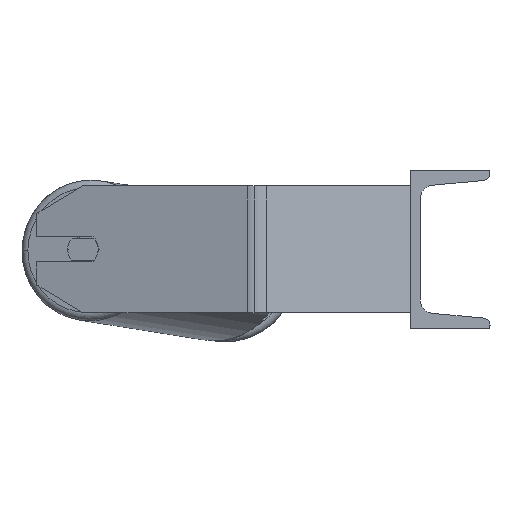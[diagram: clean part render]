
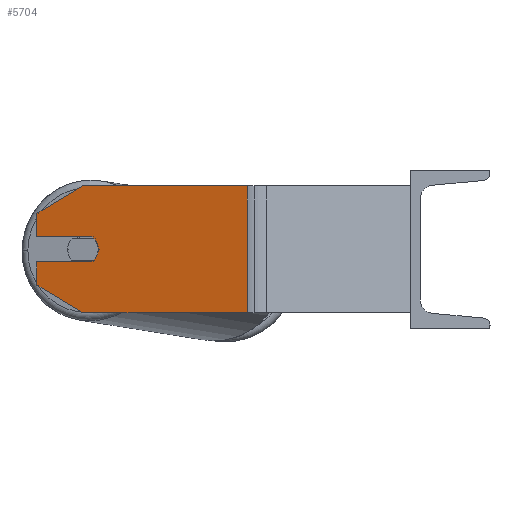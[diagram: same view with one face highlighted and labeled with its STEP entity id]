
A CAD part, left-side view. The second image highlights one B-rep face of the part: STEP entity #5704.
In plain terms, the highlighted planar face has unit normal (-0.966, 0.259, 0).
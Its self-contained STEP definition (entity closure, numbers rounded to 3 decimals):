
#11 = DIRECTION ( 'NONE',  ( -0.966, 0.259, 0. ) ) ;
#40 = VECTOR ( 'NONE', #7063, 1000. ) ;
#251 = CARTESIAN_POINT ( 'NONE',  ( -513.863, 197.456, 0. ) ) ;
#253 = VECTOR ( 'NONE', #3482, 1000. ) ;
#442 = PLANE ( 'NONE',  #2914 ) ;
#620 = DIRECTION ( 'NONE',  ( 0.966, -0.259, 0. ) ) ;
#644 = EDGE_CURVE ( 'NONE', #5514, #5094, #4991, .T. ) ;
#690 = CARTESIAN_POINT ( 'NONE',  ( -503.511, 236.093, -22.679 ) ) ;
#820 = CARTESIAN_POINT ( 'NONE',  ( -512.828, 201.32, -8. ) ) ;
#849 = CARTESIAN_POINT ( 'NONE',  ( -539.136, 103.138, 40. ) ) ;
#883 = DIRECTION ( 'NONE',  ( -0.259, -0.966, 0. ) ) ;
#921 = EDGE_CURVE ( 'NONE', #1229, #2031, #4201, .T. ) ;
#975 = CARTESIAN_POINT ( 'NONE',  ( -511.275, 207.115, 0. ) ) ;
#1011 = VECTOR ( 'NONE', #2761, 1000. ) ;
#1067 = VECTOR ( 'NONE', #4317, 1000. ) ;
#1192 = DIRECTION ( 'NONE',  ( 0.259, 0.966, 0. ) ) ;
#1229 = VERTEX_POINT ( 'NONE', #4785 ) ;
#1435 = LINE ( 'NONE', #2204, #40 ) ;
#1653 = CARTESIAN_POINT ( 'NONE',  ( -503.511, 236.093, -8. ) ) ;
#1698 = EDGE_CURVE ( 'NONE', #5094, #7003, #6289, .T. ) ;
#1911 = CARTESIAN_POINT ( 'NONE',  ( -511.275, 207.115, -40. ) ) ;
#1979 = ORIENTED_EDGE ( 'NONE', *, *, #3339, .F. ) ;
#1982 = FACE_OUTER_BOUND ( 'NONE', #8002, .T. ) ;
#1992 = CARTESIAN_POINT ( 'NONE',  ( -503.511, 236.093, 8. ) ) ;
#2012 = VERTEX_POINT ( 'NONE', #690 ) ;
#2031 = VERTEX_POINT ( 'NONE', #7746 ) ;
#2204 = CARTESIAN_POINT ( 'NONE',  ( -503.511, 236.093, 40. ) ) ;
#2334 = CARTESIAN_POINT ( 'NONE',  ( -503.511, 236.093, 22.679 ) ) ;
#2354 = EDGE_CURVE ( 'NONE', #6830, #7003, #6851, .T. ) ;
#2623 = ORIENTED_EDGE ( 'NONE', *, *, #4395, .F. ) ;
#2649 = CARTESIAN_POINT ( 'NONE',  ( -512.828, 201.32, 8. ) ) ;
#2761 = DIRECTION ( 'NONE',  ( 0.259, 0.966, 0. ) ) ;
#2770 = ORIENTED_EDGE ( 'NONE', *, *, #4703, .F. ) ;
#2810 = CIRCLE ( 'NONE', #5749, 10. ) ;
#2818 = CARTESIAN_POINT ( 'NONE',  ( -539.136, 103.138, 40. ) ) ;
#2865 = CARTESIAN_POINT ( 'NONE',  ( -503.511, 236.093, 8. ) ) ;
#2866 = DIRECTION ( 'NONE',  ( 0.224, 0.837, -0.5 ) ) ;
#2896 = EDGE_CURVE ( 'NONE', #4724, #2031, #8561, .T. ) ;
#2914 = AXIS2_PLACEMENT_3D ( 'NONE', #3267, #620, #1192 ) ;
#2925 = VECTOR ( 'NONE', #3235, 1000. ) ;
#3033 = DIRECTION ( 'NONE',  ( -0.966, 0.259, 0. ) ) ;
#3128 = ORIENTED_EDGE ( 'NONE', *, *, #921, .T. ) ;
#3235 = DIRECTION ( 'NONE',  ( -0.224, -0.837, -0.5 ) ) ;
#3251 = VECTOR ( 'NONE', #883, 1000. ) ;
#3267 = CARTESIAN_POINT ( 'NONE',  ( -503.511, 236.093, 40. ) ) ;
#3322 = ORIENTED_EDGE ( 'NONE', *, *, #2896, .F. ) ;
#3339 = EDGE_CURVE ( 'NONE', #7321, #8953, #3373, .T. ) ;
#3364 = LINE ( 'NONE', #1911, #2925 ) ;
#3373 = CIRCLE ( 'NONE', #7344, 10. ) ;
#3482 = DIRECTION ( 'NONE',  ( 0., 0., -1. ) ) ;
#3510 = CARTESIAN_POINT ( 'NONE',  ( -511.275, 207.115, 0. ) ) ;
#3512 = EDGE_CURVE ( 'NONE', #2012, #1229, #3364, .T. ) ;
#3955 = VECTOR ( 'NONE', #4404, 1000. ) ;
#4201 = LINE ( 'NONE', #4377, #7456 ) ;
#4252 = ORIENTED_EDGE ( 'NONE', *, *, #2354, .F. ) ;
#4317 = DIRECTION ( 'NONE',  ( -0.259, -0.966, 0. ) ) ;
#4377 = CARTESIAN_POINT ( 'NONE',  ( -503.511, 236.093, -40. ) ) ;
#4395 = EDGE_CURVE ( 'NONE', #7152, #7321, #8089, .T. ) ;
#4404 = DIRECTION ( 'NONE',  ( 0., 0., -1. ) ) ;
#4703 = EDGE_CURVE ( 'NONE', #8953, #6830, #2810, .T. ) ;
#4724 = VERTEX_POINT ( 'NONE', #2818 ) ;
#4785 = CARTESIAN_POINT ( 'NONE',  ( -511.275, 207.115, -40. ) ) ;
#4991 = LINE ( 'NONE', #2334, #5832 ) ;
#5094 = VERTEX_POINT ( 'NONE', #8149 ) ;
#5141 = CARTESIAN_POINT ( 'NONE',  ( -511.275, 207.115, 40. ) ) ;
#5191 = CARTESIAN_POINT ( 'NONE',  ( -512.828, 201.32, -8. ) ) ;
#5514 = VERTEX_POINT ( 'NONE', #5141 ) ;
#5704 = ADVANCED_FACE ( 'NONE', ( #1982 ), #442, .F. ) ;
#5733 = ORIENTED_EDGE ( 'NONE', *, *, #644, .T. ) ;
#5749 = AXIS2_PLACEMENT_3D ( 'NONE', #3510, #3033, #6320 ) ;
#5832 = VECTOR ( 'NONE', #2866, 1000. ) ;
#5879 = CARTESIAN_POINT ( 'NONE',  ( -503.511, 236.093, 40. ) ) ;
#6289 = LINE ( 'NONE', #7669, #253 ) ;
#6320 = DIRECTION ( 'NONE',  ( -0.259, -0.966, 0. ) ) ;
#6503 = DIRECTION ( 'NONE',  ( -0.259, -0.966, 0. ) ) ;
#6830 = VERTEX_POINT ( 'NONE', #2649 ) ;
#6851 = LINE ( 'NONE', #1992, #1011 ) ;
#7003 = VERTEX_POINT ( 'NONE', #2865 ) ;
#7037 = DIRECTION ( 'NONE',  ( -0.259, -0.966, 0. ) ) ;
#7063 = DIRECTION ( 'NONE',  ( 0., 0., -1. ) ) ;
#7152 = VERTEX_POINT ( 'NONE', #1653 ) ;
#7321 = VERTEX_POINT ( 'NONE', #820 ) ;
#7344 = AXIS2_PLACEMENT_3D ( 'NONE', #975, #11, #6503 ) ;
#7369 = ORIENTED_EDGE ( 'NONE', *, *, #8847, .T. ) ;
#7456 = VECTOR ( 'NONE', #7037, 1000. ) ;
#7462 = ORIENTED_EDGE ( 'NONE', *, *, #7792, .F. ) ;
#7669 = CARTESIAN_POINT ( 'NONE',  ( -503.511, 236.093, 40. ) ) ;
#7746 = CARTESIAN_POINT ( 'NONE',  ( -539.136, 103.138, -40. ) ) ;
#7792 = EDGE_CURVE ( 'NONE', #5514, #4724, #8003, .T. ) ;
#7948 = ORIENTED_EDGE ( 'NONE', *, *, #1698, .T. ) ;
#8002 = EDGE_LOOP ( 'NONE', ( #7369, #8598, #3128, #3322, #7462, #5733, #7948, #4252, #2770, #1979, #2623 ) ) ;
#8003 = LINE ( 'NONE', #5879, #1067 ) ;
#8089 = LINE ( 'NONE', #5191, #3251 ) ;
#8149 = CARTESIAN_POINT ( 'NONE',  ( -503.511, 236.093, 22.679 ) ) ;
#8561 = LINE ( 'NONE', #849, #3955 ) ;
#8598 = ORIENTED_EDGE ( 'NONE', *, *, #3512, .T. ) ;
#8847 = EDGE_CURVE ( 'NONE', #7152, #2012, #1435, .T. ) ;
#8953 = VERTEX_POINT ( 'NONE', #251 ) ;
